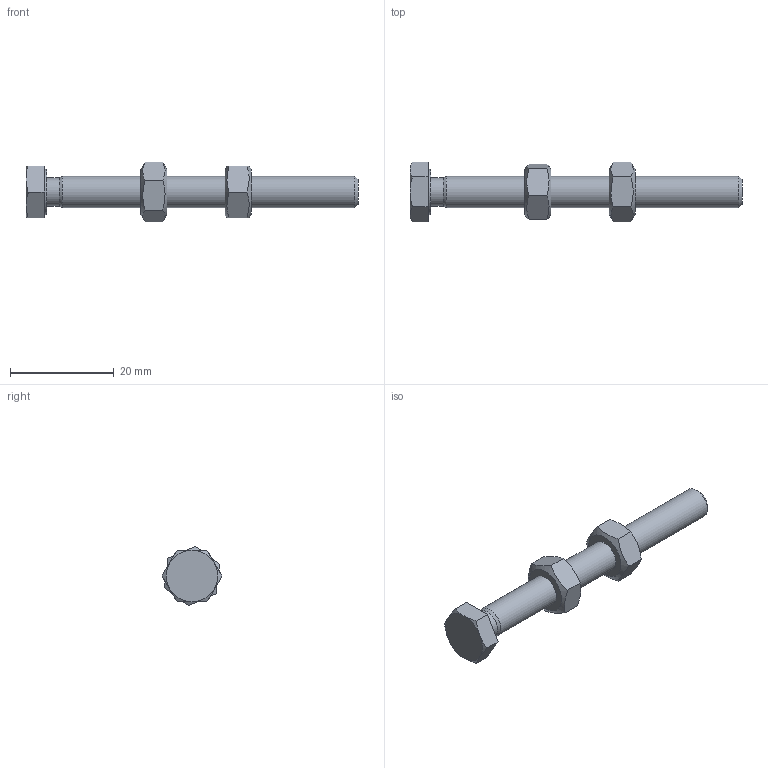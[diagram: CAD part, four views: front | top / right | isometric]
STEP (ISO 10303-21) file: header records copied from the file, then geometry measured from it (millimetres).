
FILE_DESCRIPTION(/* description */ (''),/* implementation_level */ '2;1');
FILE_NAME(/* name */ '800 045.stp',/* time_stamp */ '2023-12-18T09:12:49+01:00',/* author */ ('dusan.cotek'),/* organization */ (''),/* preprocessor_version */ 'ST-DEVELOPER v20',/* originating_system */ 'Autodesk Inventor 2024',/* authorisation */ '');
FILE_SCHEMA (('AUTOMOTIVE_DESIGN { 1 0 10303 214 3 1 1 }'));
Length unit declared in the file: millimetre
Products named in the file (1): 800 045
Bounding box: 64 x 11.55 x 11.46 mm (x, y, z)
Volume: 2654.2 mm3; surface area: 2133.6 mm2
Topology: 3 solids, 3 shells, 47 faces, 103 edges, 64 vertices
Faces by surface type: plane 26, cone 16, cylinder 5
Full cylindrical faces by diameter (mm): 4.917 x2, 5.459 x1, 6 x1, 8.7 x1
Entity records: 1295 total; most frequent: CARTESIAN_POINT 287, ORIENTED_EDGE 206, DIRECTION 191, EDGE_CURVE 103, AXIS2_PLACEMENT_3D 76, VERTEX_POINT 64, EDGE_LOOP 53, FACE_OUTER_BOUND 47
